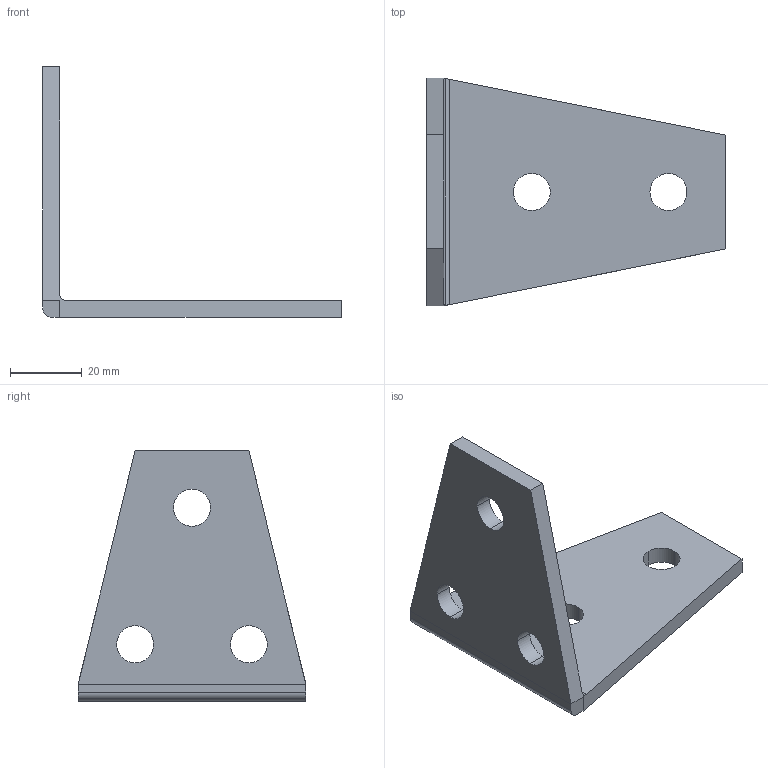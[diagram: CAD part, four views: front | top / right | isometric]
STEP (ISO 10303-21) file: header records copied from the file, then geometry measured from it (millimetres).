
FILE_DESCRIPTION(('TurboCAD Mac Pro'),'Build 980');
FILE_NAME('A2235.stp',' ',(''),(''),'ACIS Interop','IMSI','TurboCAD Mac Pro BY IMSI, INCORPORATED');
FILE_SCHEMA(('automotive_design'));
Length unit declared in the file: inch
Products named in the file (1): 1
Bounding box: 83.34 x 63.5 x 69.85 mm (x, y, z)
Volume: 31978.2 mm3; surface area: 15861.9 mm2
Topology: 1 solids, 1 shells, 42 faces, 120 edges, 80 vertices
Faces by surface type: bspline 20, plane 18, cylinder 4
Entity records: 1854 total; most frequent: CARTESIAN_POINT 503, ORIENTED_EDGE 240, DIRECTION 136, EDGE_CURVE 120, VERTEX_POINT 80, LINE 70, VECTOR 70, EDGE_LOOP 52
